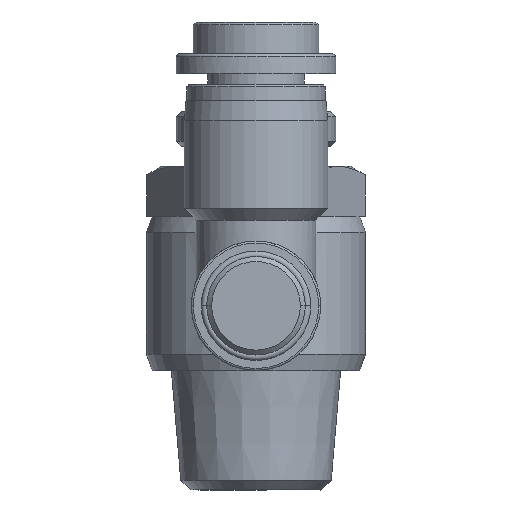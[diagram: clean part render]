
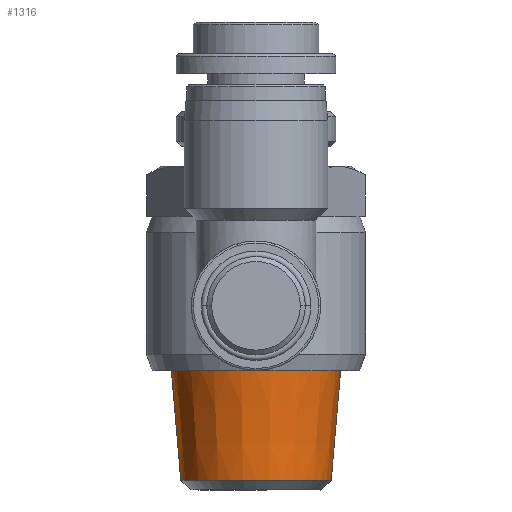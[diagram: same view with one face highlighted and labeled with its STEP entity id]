
A CAD part, left-side view. The second image highlights one B-rep face of the part: STEP entity #1316.
In plain terms, the highlighted conical face has half-angle 4.882 degrees and reference radius 7.987 mm.
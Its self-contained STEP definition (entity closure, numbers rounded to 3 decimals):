
#1275=CARTESIAN_POINT('',(55.941,16.593,22.577));
#1276=DIRECTION('',(-1.0,0.,0.));
#1277=DIRECTION('',(0.0,1.0,0.0));
#1278=AXIS2_PLACEMENT_3D('',#1275,#1276,#1277);
#1279=CONICAL_SURFACE('',#1278,7.988,4.882);
#1280=CARTESIAN_POINT('',(60.945,24.154,22.577));
#1281=VERTEX_POINT('',#1280);
#1282=CARTESIAN_POINT('',(49.941,25.093,22.577));
#1283=VERTEX_POINT('',#1282);
#1284=CARTESIAN_POINT('',(60.945,24.154,22.577));
#1285=DIRECTION('',(-0.996,0.085,0.));
#1286=VECTOR('',#1285,11.044);
#1287=LINE('',#1284,#1286);
#1288=EDGE_CURVE('',#1281,#1283,#1287,.T.);
#1289=ORIENTED_EDGE('',*,*,#1288,.F.);
#1290=CARTESIAN_POINT('',(60.945,9.033,22.577));
#1291=VERTEX_POINT('',#1290);
#1292=CARTESIAN_POINT('',(60.945,16.593,22.577));
#1293=DIRECTION('',(1.0,0.0,0.0));
#1294=DIRECTION('',(0.0,-1.0,0.0));
#1295=AXIS2_PLACEMENT_3D('',#1292,#1293,#1294);
#1296=CIRCLE('',#1295,7.56);
#1297=EDGE_CURVE('',#1291,#1281,#1296,.T.);
#1298=ORIENTED_EDGE('',*,*,#1297,.F.);
#1299=CARTESIAN_POINT('',(49.941,8.093,22.577));
#1300=VERTEX_POINT('',#1299);
#1301=CARTESIAN_POINT('',(60.945,9.033,22.577));
#1302=DIRECTION('',(-0.996,-0.085,0.));
#1303=VECTOR('',#1302,11.044);
#1304=LINE('',#1301,#1303);
#1305=EDGE_CURVE('',#1291,#1300,#1304,.T.);
#1306=ORIENTED_EDGE('',*,*,#1305,.T.);
#1307=CARTESIAN_POINT('',(49.941,16.593,22.577));
#1308=DIRECTION('',(-1.0,0.0,0.0));
#1309=DIRECTION('',(0.0,1.0,0.0));
#1310=AXIS2_PLACEMENT_3D('',#1307,#1308,#1309);
#1311=CIRCLE('',#1310,8.5);
#1312=EDGE_CURVE('',#1283,#1300,#1311,.T.);
#1313=ORIENTED_EDGE('',*,*,#1312,.F.);
#1314=EDGE_LOOP('',(#1289,#1298,#1306,#1313));
#1315=FACE_OUTER_BOUND('',#1314,.T.);
#1316=ADVANCED_FACE('',(#1315),#1279,.T.);
